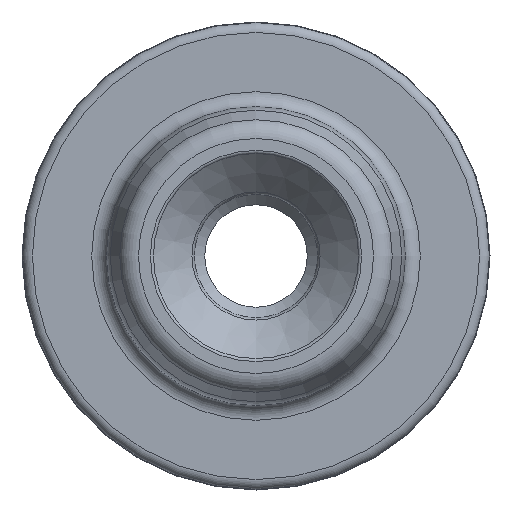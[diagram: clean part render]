
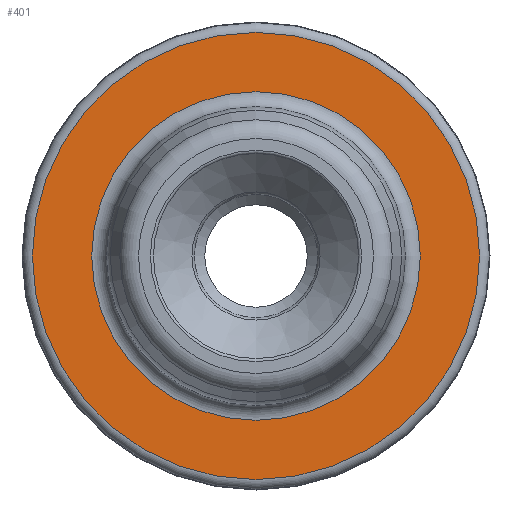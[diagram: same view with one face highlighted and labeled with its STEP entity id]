
A CAD part, front view. The second image highlights one B-rep face of the part: STEP entity #401.
In plain terms, the highlighted planar face has unit normal (0, -1, 0).
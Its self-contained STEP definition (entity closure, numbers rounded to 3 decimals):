
#7 = EDGE_LOOP ( 'NONE', ( #460 ) ) ;
#30 = AXIS2_PLACEMENT_3D ( 'NONE', #563, #151, #207 ) ;
#32 = CIRCLE ( 'NONE', #557, 16.5 ) ;
#45 = VERTEX_POINT ( 'NONE', #519 ) ;
#46 = CARTESIAN_POINT ( 'NONE',  ( 0., -3.3, 0. ) ) ;
#54 = CARTESIAN_POINT ( 'NONE',  ( 0., -3.3, 22.458 ) ) ;
#150 = DIRECTION ( 'NONE',  ( 0., 1., 0. ) ) ;
#151 = DIRECTION ( 'NONE',  ( 0., -1., 0. ) ) ;
#164 = EDGE_LOOP ( 'NONE', ( #387 ) ) ;
#189 = DIRECTION ( 'NONE',  ( 0., 1., 0. ) ) ;
#207 = DIRECTION ( 'NONE',  ( 0., 0., -1. ) ) ;
#253 = EDGE_CURVE ( 'NONE', #624, #624, #469, .T. ) ;
#254 = DIRECTION ( 'NONE',  ( 0., 0., 1. ) ) ;
#387 = ORIENTED_EDGE ( 'NONE', *, *, #253, .F. ) ;
#390 = DIRECTION ( 'NONE',  ( 0., 0., 1. ) ) ;
#401 = ADVANCED_FACE ( 'NONE', ( #588, #500 ), #505, .T. ) ;
#460 = ORIENTED_EDGE ( 'NONE', *, *, #671, .T. ) ;
#469 = CIRCLE ( 'NONE', #684, 22.458 ) ;
#500 = FACE_OUTER_BOUND ( 'NONE', #164, .T. ) ;
#505 = PLANE ( 'NONE',  #30 ) ;
#519 = CARTESIAN_POINT ( 'NONE',  ( 0., -3.3, 16.5 ) ) ;
#557 = AXIS2_PLACEMENT_3D ( 'NONE', #46, #150, #390 ) ;
#563 = CARTESIAN_POINT ( 'NONE',  ( 22.458, -3.3, 0. ) ) ;
#588 = FACE_BOUND ( 'NONE', #7, .T. ) ;
#624 = VERTEX_POINT ( 'NONE', #54 ) ;
#658 = CARTESIAN_POINT ( 'NONE',  ( 0., -3.3, 0. ) ) ;
#671 = EDGE_CURVE ( 'NONE', #45, #45, #32, .T. ) ;
#684 = AXIS2_PLACEMENT_3D ( 'NONE', #658, #189, #254 ) ;
